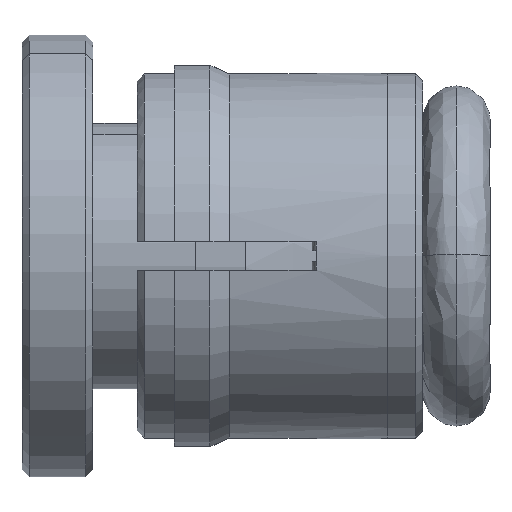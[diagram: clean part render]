
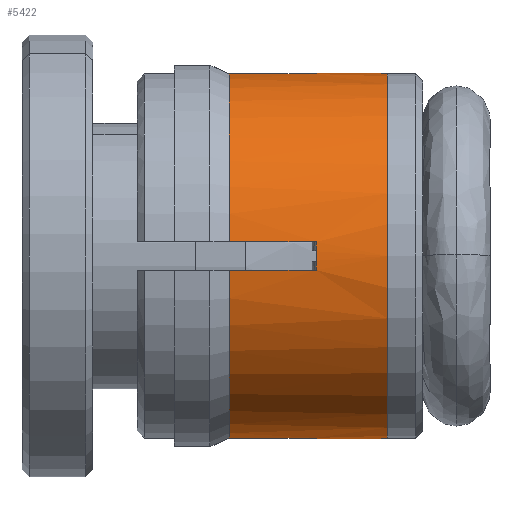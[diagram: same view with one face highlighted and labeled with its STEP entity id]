
A CAD part, left-side view. The second image highlights one B-rep face of the part: STEP entity #5422.
In plain terms, the highlighted cylindrical face has radius 5.15 mm (diameter 10.3 mm), a partial arc.
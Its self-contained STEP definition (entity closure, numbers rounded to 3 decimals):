
#8 = VERTEX_POINT ( 'NONE', #9005 ) ;
#333 = CARTESIAN_POINT ( 'NONE',  ( 0., 2.9, 0. ) ) ;
#419 = ORIENTED_EDGE ( 'NONE', *, *, #3008, .T. ) ;
#612 = ORIENTED_EDGE ( 'NONE', *, *, #7635, .T. ) ;
#1263 = DIRECTION ( 'NONE',  ( 0., 1., 0. ) ) ;
#1323 = DIRECTION ( 'NONE',  ( 0., -1., 0. ) ) ;
#1350 = VECTOR ( 'NONE', #3159, 1000. ) ;
#1380 = VECTOR ( 'NONE', #4266, 1000. ) ;
#1419 = DIRECTION ( 'NONE',  ( 0., 0., 1. ) ) ;
#1431 = LINE ( 'NONE', #6896, #9663 ) ;
#1454 = ORIENTED_EDGE ( 'NONE', *, *, #10861, .T. ) ;
#1480 = CARTESIAN_POINT ( 'NONE',  ( -0.451, 7.35, 5.13 ) ) ;
#1630 = CARTESIAN_POINT ( 'NONE',  ( -0.451, 7.35, -5.13 ) ) ;
#1727 = CARTESIAN_POINT ( 'NONE',  ( 0., 4.9, 0. ) ) ;
#1860 = VERTEX_POINT ( 'NONE', #10591 ) ;
#1867 = CIRCLE ( 'NONE', #2682, 5.15 ) ;
#1995 = CARTESIAN_POINT ( 'NONE',  ( -5.134, 7.35, -0.4 ) ) ;
#2250 = CARTESIAN_POINT ( 'NONE',  ( -5.134, 5.681, -0.4 ) ) ;
#2262 = CARTESIAN_POINT ( 'NONE',  ( 0., 7.35, 0. ) ) ;
#2571 = DIRECTION ( 'NONE',  ( 0., 1., 0. ) ) ;
#2624 = VERTEX_POINT ( 'NONE', #8212 ) ;
#2682 = AXIS2_PLACEMENT_3D ( 'NONE', #2262, #9786, #3371 ) ;
#2799 = FACE_OUTER_BOUND ( 'NONE', #9671, .T. ) ;
#2842 = DIRECTION ( 'NONE',  ( 0., 0., 1. ) ) ;
#3008 = EDGE_CURVE ( 'NONE', #12753, #5689, #5189, .T. ) ;
#3037 = ORIENTED_EDGE ( 'NONE', *, *, #8985, .F. ) ;
#3044 = LINE ( 'NONE', #9007, #13801 ) ;
#3159 = DIRECTION ( 'NONE',  ( 0., -1., 0. ) ) ;
#3371 = DIRECTION ( 'NONE',  ( 0., 0., 1. ) ) ;
#3383 = AXIS2_PLACEMENT_3D ( 'NONE', #7771, #1323, #8846 ) ;
#3457 = AXIS2_PLACEMENT_3D ( 'NONE', #1727, #9241, #2842 ) ;
#3624 = CARTESIAN_POINT ( 'NONE',  ( 0., 5.681, -5.15 ) ) ;
#3924 = ORIENTED_EDGE ( 'NONE', *, *, #10497, .T. ) ;
#3970 = CARTESIAN_POINT ( 'NONE',  ( -0.451, 4.9, -5.13 ) ) ;
#4234 = CARTESIAN_POINT ( 'NONE',  ( -5.134, 5.681, 0.4 ) ) ;
#4266 = DIRECTION ( 'NONE',  ( 0., -1., 0. ) ) ;
#4300 = DIRECTION ( 'NONE',  ( 0., 0., 1. ) ) ;
#4315 = DIRECTION ( 'NONE',  ( 0., 0., 1. ) ) ;
#4379 = EDGE_CURVE ( 'NONE', #8916, #11129, #8880, .T. ) ;
#4420 = AXIS2_PLACEMENT_3D ( 'NONE', #10700, #12843, #4315 ) ;
#4779 = AXIS2_PLACEMENT_3D ( 'NONE', #5737, #13243, #6816 ) ;
#5189 = CIRCLE ( 'NONE', #3383, 5.15 ) ;
#5408 = CARTESIAN_POINT ( 'NONE',  ( 0., 4.9, -5.15 ) ) ;
#5422 = ADVANCED_FACE ( 'NONE', ( #2799 ), #10003, .T. ) ;
#5689 = VERTEX_POINT ( 'NONE', #1630 ) ;
#5737 = CARTESIAN_POINT ( 'NONE',  ( 0., 4.9, 0. ) ) ;
#5853 = VERTEX_POINT ( 'NONE', #3970 ) ;
#5923 = ORIENTED_EDGE ( 'NONE', *, *, #10331, .T. ) ;
#6364 = EDGE_CURVE ( 'NONE', #11129, #7702, #3044, .T. ) ;
#6399 = EDGE_CURVE ( 'NONE', #5853, #11405, #11423, .T. ) ;
#6656 = LINE ( 'NONE', #3624, #12006 ) ;
#6815 = AXIS2_PLACEMENT_3D ( 'NONE', #333, #7863, #1419 ) ;
#6816 = DIRECTION ( 'NONE',  ( 0., 0., 1. ) ) ;
#6896 = CARTESIAN_POINT ( 'NONE',  ( -0.451, 5.681, 5.13 ) ) ;
#7046 = ORIENTED_EDGE ( 'NONE', *, *, #12246, .T. ) ;
#7052 = CARTESIAN_POINT ( 'NONE',  ( 0., 4.9, 5.15 ) ) ;
#7100 = LINE ( 'NONE', #4234, #1350 ) ;
#7604 = VERTEX_POINT ( 'NONE', #1480 ) ;
#7635 = EDGE_CURVE ( 'NONE', #2624, #7604, #1431, .T. ) ;
#7676 = ORIENTED_EDGE ( 'NONE', *, *, #6399, .T. ) ;
#7702 = VERTEX_POINT ( 'NONE', #7052 ) ;
#7771 = CARTESIAN_POINT ( 'NONE',  ( 0., 7.35, 0. ) ) ;
#7842 = CARTESIAN_POINT ( 'NONE',  ( 0., 2.9, -5.15 ) ) ;
#7844 = ORIENTED_EDGE ( 'NONE', *, *, #12330, .T. ) ;
#7863 = DIRECTION ( 'NONE',  ( 0., 1., 0. ) ) ;
#8059 = CARTESIAN_POINT ( 'NONE',  ( 0., 4.9, 0. ) ) ;
#8186 = CARTESIAN_POINT ( 'NONE',  ( 0., 2.9, 5.15 ) ) ;
#8212 = CARTESIAN_POINT ( 'NONE',  ( -0.451, 4.9, 5.13 ) ) ;
#8352 = CIRCLE ( 'NONE', #13601, 5.15 ) ;
#8846 = DIRECTION ( 'NONE',  ( 0., 0., 1. ) ) ;
#8853 = LINE ( 'NONE', #2250, #11699 ) ;
#8880 = CIRCLE ( 'NONE', #6815, 5.15 ) ;
#8916 = VERTEX_POINT ( 'NONE', #7842 ) ;
#8985 = EDGE_CURVE ( 'NONE', #8916, #11405, #6656, .T. ) ;
#9005 = CARTESIAN_POINT ( 'NONE',  ( -5.134, 4.9, -0.4 ) ) ;
#9007 = CARTESIAN_POINT ( 'NONE',  ( 0., 5.681, 5.15 ) ) ;
#9241 = DIRECTION ( 'NONE',  ( 0., -1., 0. ) ) ;
#9304 = ORIENTED_EDGE ( 'NONE', *, *, #4379, .T. ) ;
#9663 = VECTOR ( 'NONE', #2571, 1000. ) ;
#9671 = EDGE_LOOP ( 'NONE', ( #3037, #9304, #13543, #10906, #612, #7844, #5923, #3924, #1454, #419, #7046, #7676 ) ) ;
#9786 = DIRECTION ( 'NONE',  ( 0., -1., 0. ) ) ;
#10003 = CYLINDRICAL_SURFACE ( 'NONE', #4420, 5.15 ) ;
#10331 = EDGE_CURVE ( 'NONE', #1860, #10730, #7100, .T. ) ;
#10497 = EDGE_CURVE ( 'NONE', #10730, #8, #13468, .T. ) ;
#10591 = CARTESIAN_POINT ( 'NONE',  ( -5.134, 7.35, 0.4 ) ) ;
#10686 = DIRECTION ( 'NONE',  ( 0., -1., 0. ) ) ;
#10700 = CARTESIAN_POINT ( 'NONE',  ( 0., 5.681, 0. ) ) ;
#10730 = VERTEX_POINT ( 'NONE', #12901 ) ;
#10742 = EDGE_CURVE ( 'NONE', #7702, #2624, #8352, .T. ) ;
#10861 = EDGE_CURVE ( 'NONE', #8, #12753, #8853, .T. ) ;
#10906 = ORIENTED_EDGE ( 'NONE', *, *, #10742, .T. ) ;
#11129 = VERTEX_POINT ( 'NONE', #8186 ) ;
#11405 = VERTEX_POINT ( 'NONE', #5408 ) ;
#11423 = CIRCLE ( 'NONE', #3457, 5.15 ) ;
#11699 = VECTOR ( 'NONE', #1263, 1000. ) ;
#12006 = VECTOR ( 'NONE', #12189, 1000. ) ;
#12189 = DIRECTION ( 'NONE',  ( 0., 1., 0. ) ) ;
#12246 = EDGE_CURVE ( 'NONE', #5689, #5853, #12820, .T. ) ;
#12304 = DIRECTION ( 'NONE',  ( 0., 1., 0. ) ) ;
#12330 = EDGE_CURVE ( 'NONE', #7604, #1860, #1867, .T. ) ;
#12753 = VERTEX_POINT ( 'NONE', #1995 ) ;
#12820 = LINE ( 'NONE', #13853, #1380 ) ;
#12843 = DIRECTION ( 'NONE',  ( 0., 1., 0. ) ) ;
#12901 = CARTESIAN_POINT ( 'NONE',  ( -5.134, 4.9, 0.4 ) ) ;
#13243 = DIRECTION ( 'NONE',  ( 0., -1., 0. ) ) ;
#13468 = CIRCLE ( 'NONE', #4779, 5.15 ) ;
#13543 = ORIENTED_EDGE ( 'NONE', *, *, #6364, .T. ) ;
#13601 = AXIS2_PLACEMENT_3D ( 'NONE', #8059, #10686, #4300 ) ;
#13801 = VECTOR ( 'NONE', #12304, 1000. ) ;
#13853 = CARTESIAN_POINT ( 'NONE',  ( -0.451, 5.681, -5.13 ) ) ;
